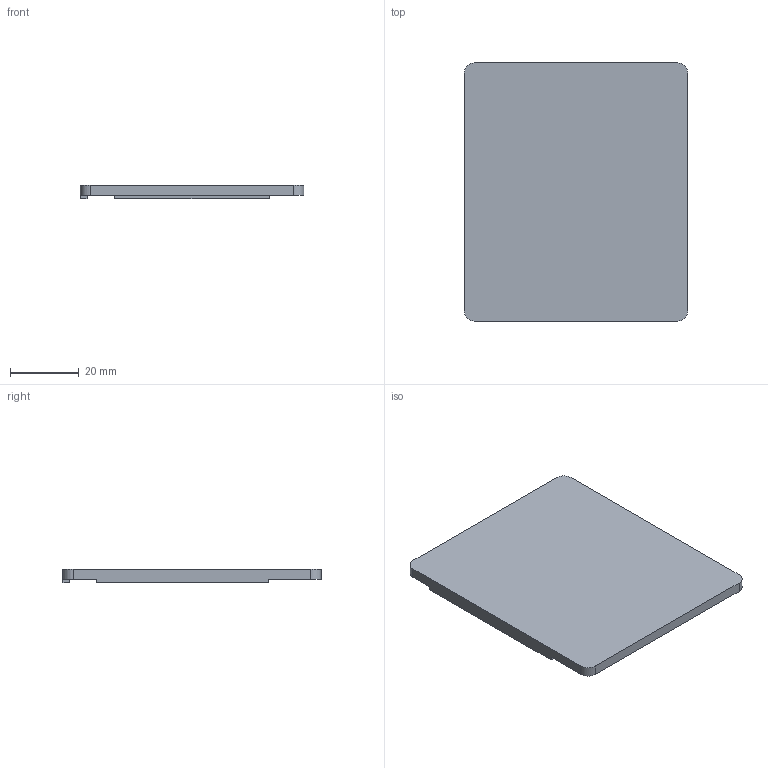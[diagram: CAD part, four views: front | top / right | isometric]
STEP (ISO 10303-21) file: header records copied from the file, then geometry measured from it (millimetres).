
FILE_DESCRIPTION(('FreeCAD Model'),'2;1');
FILE_NAME('Open CASCADE Shape Model','2024-11-13T18:13:43',(''),(''), 'Open CASCADE STEP processor 7.7','FreeCAD','Unknown');
FILE_SCHEMA(('AUTOMOTIVE_DESIGN { 1 0 10303 214 1 1 1 1 }'));
Length unit declared in the file: millimetre
Products named in the file (1): optional-polarizer-Cutting-Guide
Bounding box: 65 x 75 x 4 mm (x, y, z)
Volume: 14517.8 mm3; surface area: 11858.5 mm2
Topology: 1 solids, 1 shells, 403 faces, 1102 edges, 730 vertices
Faces by surface type: extrusion 186, plane 163, revolution 28, cone 22, cylinder 4
Entity records: 13038 total; most frequent: CARTESIAN_POINT 3380, ORIENTED_EDGE 2204, DIRECTION 1446, EDGE_CURVE 1102, VECTOR 850, VERTEX_POINT 730, LINE 664, B_SPLINE_CURVE_WITH_KNOTS 558
